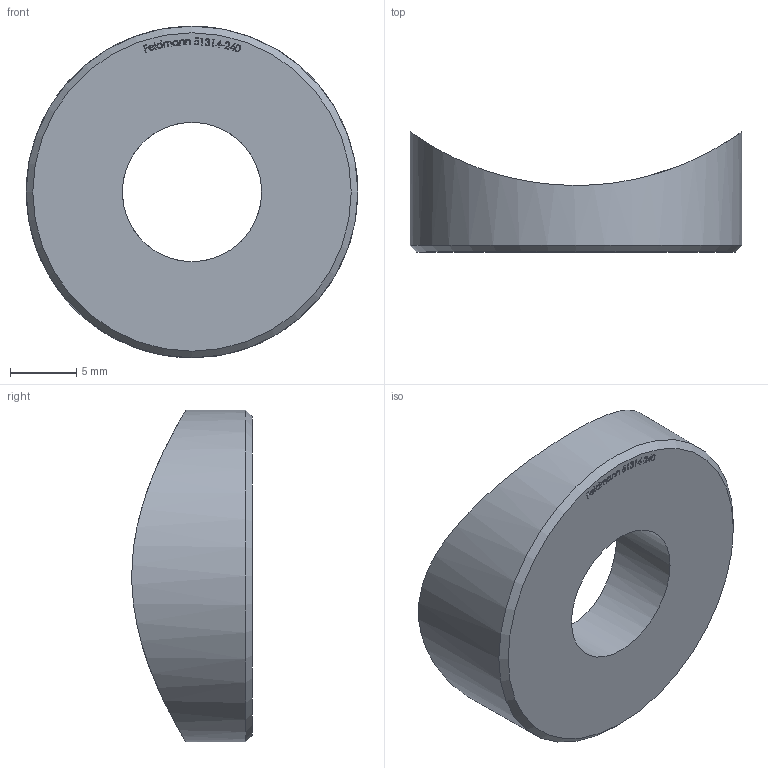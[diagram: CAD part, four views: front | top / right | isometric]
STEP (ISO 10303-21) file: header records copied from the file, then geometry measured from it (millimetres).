
FILE_DESCRIPTION (( 'STEP AP203' ), '1' );
FILE_NAME ('51314-240.step', '2023-11-21T14:17:44', ( '' ), ( '' ), 'SwSTEP 2.0', 'SolidWorks 2018', '' );
FILE_SCHEMA (( 'CONFIG_CONTROL_DESIGN' ));
Length unit declared in the file: millimetre
Products named in the file (1): 51314-240
Bounding box: 25 x 9.07 x 25 mm (x, y, z)
Volume: 2471.3 mm3; surface area: 1536.9 mm2
Topology: 1 solids, 1 shells, 224 faces, 597 edges, 398 vertices
Faces by surface type: plane 135, bspline 85, cylinder 3, cone 1
Full cylindrical faces by diameter (mm): 10.5 x1, 25 x1
Entity records: 11639 total; most frequent: CARTESIAN_POINT 6572, ORIENTED_EDGE 1186, DIRECTION 704, EDGE_CURVE 593, LINE 418, VECTOR 418, VERTEX_POINT 397, EDGE_LOOP 252
